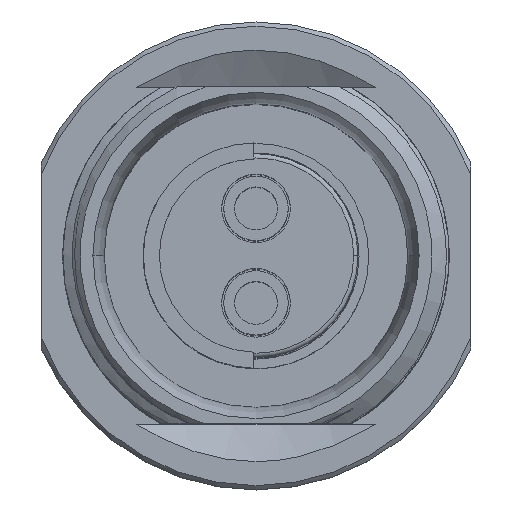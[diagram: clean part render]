
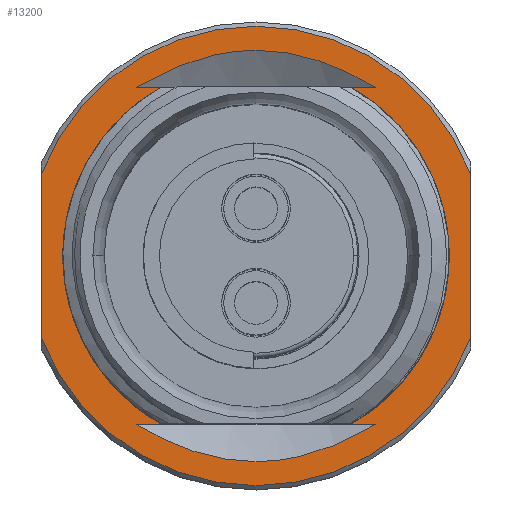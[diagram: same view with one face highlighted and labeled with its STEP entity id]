
A CAD part, top view. The second image highlights one B-rep face of the part: STEP entity #13200.
In plain terms, the highlighted planar face has unit normal (0, 0, 1).
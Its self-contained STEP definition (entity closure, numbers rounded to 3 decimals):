
#3429=CARTESIAN_POINT('',(5.,1.903,15.));
#3430=VERTEX_POINT('',#3429);
#3431=CARTESIAN_POINT('',(-5.,1.903,15.));
#3432=VERTEX_POINT('',#3431);
#3433=CARTESIAN_POINT('',(0.0,0.0,15.));
#3434=DIRECTION('',(0.,0.,1.0));
#3435=DIRECTION('',(0.935,0.356,0.));
#3436=AXIS2_PLACEMENT_3D('',#3433,#3434,#3435);
#3437=CIRCLE('',#3436,5.35);
#3438=EDGE_CURVE('',#3430,#3432,#3437,.T.);
#3468=CARTESIAN_POINT('',(5.,-1.903,15.));
#3469=VERTEX_POINT('',#3468);
#3479=CARTESIAN_POINT('',(-5.,-1.903,15.));
#3480=VERTEX_POINT('',#3479);
#3481=CARTESIAN_POINT('',(0.0,0.0,15.));
#3482=DIRECTION('',(0.,0.,1.0));
#3483=DIRECTION('',(-0.935,-0.356,0.));
#3484=AXIS2_PLACEMENT_3D('',#3481,#3482,#3483);
#3485=CIRCLE('',#3484,5.35);
#3486=EDGE_CURVE('',#3480,#3469,#3485,.T.);
#3505=CARTESIAN_POINT('',(2.784,3.925,15.0));
#3506=VERTEX_POINT('',#3505);
#3507=CARTESIAN_POINT('',(-2.784,3.925,15.));
#3508=VERTEX_POINT('',#3507);
#3516=CARTESIAN_POINT('',(0.,4.791,15.0));
#3517=VERTEX_POINT('',#3516);
#3518=CARTESIAN_POINT('',(-11.12,-5.45,15.));
#3519=CARTESIAN_POINT('',(0.,10.518,15.0));
#3520=CARTESIAN_POINT('',(11.12,-5.45,15.));
#3528=(BOUNDED_CURVE()B_SPLINE_CURVE(2,(#3518,#3519,#3520),.UNSPECIFIED.,.F.,.U.)B_SPLINE_CURVE_WITH_KNOTS((3,3),(0.0,30.234),.UNSPECIFIED.)CURVE()GEOMETRIC_REPRESENTATION_ITEM()RATIONAL_B_SPLINE_CURVE((1.0,1.788,1.0))REPRESENTATION_ITEM(''));
#3529=EDGE_CURVE('',#3517,#3506,#3528,.T.);
#3531=CARTESIAN_POINT('',(-11.12,-5.45,15.));
#3532=CARTESIAN_POINT('',(0.,10.518,15.0));
#3533=CARTESIAN_POINT('',(11.12,-5.45,15.));
#3541=(BOUNDED_CURVE()B_SPLINE_CURVE(2,(#3531,#3532,#3533),.UNSPECIFIED.,.F.,.U.)B_SPLINE_CURVE_WITH_KNOTS((3,3),(0.0,30.234),.UNSPECIFIED.)CURVE()GEOMETRIC_REPRESENTATION_ITEM()RATIONAL_B_SPLINE_CURVE((1.0,1.788,1.0))REPRESENTATION_ITEM(''));
#3542=EDGE_CURVE('',#3508,#3517,#3541,.T.);
#3552=CARTESIAN_POINT('',(2.784,-3.925,15.));
#3553=VERTEX_POINT('',#3552);
#3554=CARTESIAN_POINT('',(0.,-4.791,15.));
#3555=VERTEX_POINT('',#3554);
#3556=CARTESIAN_POINT('',(11.12,5.45,15.));
#3557=CARTESIAN_POINT('',(0.,-10.518,15.));
#3558=CARTESIAN_POINT('',(-11.12,5.45,15.0));
#3566=(BOUNDED_CURVE()B_SPLINE_CURVE(2,(#3556,#3557,#3558),.UNSPECIFIED.,.F.,.U.)B_SPLINE_CURVE_WITH_KNOTS((3,3),(0.0,30.234),.UNSPECIFIED.)CURVE()GEOMETRIC_REPRESENTATION_ITEM()RATIONAL_B_SPLINE_CURVE((1.0,1.788,1.0))REPRESENTATION_ITEM(''));
#3567=EDGE_CURVE('',#3553,#3555,#3566,.T.);
#3569=CARTESIAN_POINT('',(-2.784,-3.925,15.));
#3570=VERTEX_POINT('',#3569);
#3578=CARTESIAN_POINT('',(11.12,5.45,15.));
#3579=CARTESIAN_POINT('',(0.,-10.518,15.));
#3580=CARTESIAN_POINT('',(-11.12,5.45,15.0));
#3588=(BOUNDED_CURVE()B_SPLINE_CURVE(2,(#3578,#3579,#3580),.UNSPECIFIED.,.F.,.U.)B_SPLINE_CURVE_WITH_KNOTS((3,3),(0.0,30.234),.UNSPECIFIED.)CURVE()GEOMETRIC_REPRESENTATION_ITEM()RATIONAL_B_SPLINE_CURVE((1.0,1.788,1.0))REPRESENTATION_ITEM(''));
#3589=EDGE_CURVE('',#3555,#3570,#3588,.T.);
#4447=CARTESIAN_POINT('',(-2.201,-3.925,15.));
#4448=VERTEX_POINT('',#4447);
#4455=CARTESIAN_POINT('',(-2.784,-3.925,15.));
#4456=DIRECTION('',(1.0,0.0,0.0));
#4457=VECTOR('',#4456,0.583);
#4458=LINE('',#4455,#4457);
#4459=EDGE_CURVE('',#3570,#4448,#4458,.T.);
#4462=CARTESIAN_POINT('',(2.201,-3.925,15.));
#4463=VERTEX_POINT('',#4462);
#4464=CARTESIAN_POINT('',(2.201,-3.925,15.));
#4465=DIRECTION('',(1.0,0.0,0.0));
#4466=VECTOR('',#4465,0.583);
#4467=LINE('',#4464,#4466);
#4468=EDGE_CURVE('',#4463,#3553,#4467,.T.);
#8776=CARTESIAN_POINT('',(2.201,3.925,15.));
#8777=VERTEX_POINT('',#8776);
#8784=CARTESIAN_POINT('',(2.201,3.925,15.));
#8785=DIRECTION('',(1.0,0.0,0.0));
#8786=VECTOR('',#8785,0.583);
#8787=LINE('',#8784,#8786);
#8788=EDGE_CURVE('',#8777,#3506,#8787,.T.);
#8791=CARTESIAN_POINT('',(-2.201,3.925,15.0));
#8792=VERTEX_POINT('',#8791);
#8793=CARTESIAN_POINT('',(-2.784,3.925,15.));
#8794=DIRECTION('',(1.0,0.0,0.0));
#8795=VECTOR('',#8794,0.583);
#8796=LINE('',#8793,#8795);
#8797=EDGE_CURVE('',#3508,#8792,#8796,.T.);
#13150=CARTESIAN_POINT('',(0.0,0.0,15.));
#13151=DIRECTION('',(0.,0.,1.0));
#13152=DIRECTION('',(-0.489,0.872,0.));
#13153=AXIS2_PLACEMENT_3D('',#13150,#13151,#13152);
#13154=CIRCLE('',#13153,4.5);
#13155=EDGE_CURVE('',#8792,#4448,#13154,.T.);
#13161=CARTESIAN_POINT('',(5.5,-5.885,15.));
#13162=DIRECTION('',(0.0,0.0,-1.0));
#13163=DIRECTION('',(-1.0,0.0,0.0));
#13164=AXIS2_PLACEMENT_3D('',#13161,#13162,#13163);
#13165=PLANE('',#13164);
#13166=CARTESIAN_POINT('',(5.,1.903,15.));
#13167=DIRECTION('',(0.0,-1.0,0.0));
#13168=VECTOR('',#13167,3.807);
#13169=LINE('',#13166,#13168);
#13170=EDGE_CURVE('',#3430,#3469,#13169,.T.);
#13171=ORIENTED_EDGE('',*,*,#13170,.F.);
#13172=ORIENTED_EDGE('',*,*,#3438,.T.);
#13173=CARTESIAN_POINT('',(-5.,-1.903,15.));
#13174=DIRECTION('',(0.0,1.0,0.0));
#13175=VECTOR('',#13174,3.807);
#13176=LINE('',#13173,#13175);
#13177=EDGE_CURVE('',#3480,#3432,#13176,.T.);
#13178=ORIENTED_EDGE('',*,*,#13177,.F.);
#13179=ORIENTED_EDGE('',*,*,#3486,.T.);
#13180=EDGE_LOOP('',(#13171,#13172,#13178,#13179));
#13181=FACE_OUTER_BOUND('',#13180,.T.);
#13182=ORIENTED_EDGE('',*,*,#13155,.F.);
#13183=ORIENTED_EDGE('',*,*,#8797,.F.);
#13184=ORIENTED_EDGE('',*,*,#3542,.T.);
#13185=ORIENTED_EDGE('',*,*,#3529,.T.);
#13186=ORIENTED_EDGE('',*,*,#8788,.F.);
#13187=CARTESIAN_POINT('',(0.0,0.0,15.));
#13188=DIRECTION('',(0.,0.,-1.0));
#13189=DIRECTION('',(0.489,0.872,0.));
#13190=AXIS2_PLACEMENT_3D('',#13187,#13188,#13189);
#13191=CIRCLE('',#13190,4.5);
#13192=EDGE_CURVE('',#8777,#4463,#13191,.T.);
#13193=ORIENTED_EDGE('',*,*,#13192,.T.);
#13194=ORIENTED_EDGE('',*,*,#4468,.T.);
#13195=ORIENTED_EDGE('',*,*,#3567,.T.);
#13196=ORIENTED_EDGE('',*,*,#3589,.T.);
#13197=ORIENTED_EDGE('',*,*,#4459,.T.);
#13198=EDGE_LOOP('',(#13182,#13183,#13184,#13185,#13186,#13193,#13194,#13195,#13196,#13197));
#13199=FACE_BOUND('',#13198,.T.);
#13200=ADVANCED_FACE('',(#13181,#13199),#13165,.F.);
